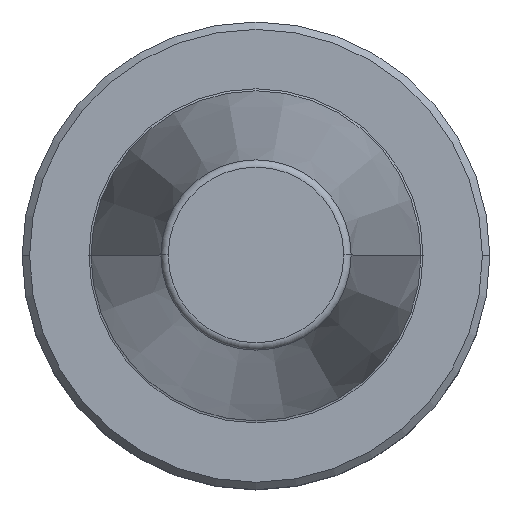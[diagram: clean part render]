
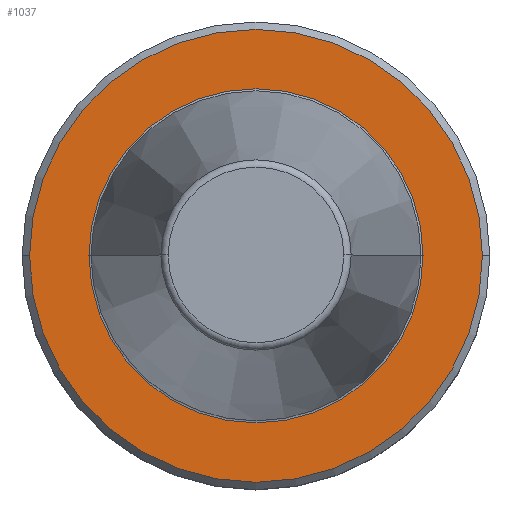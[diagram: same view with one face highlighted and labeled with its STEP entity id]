
A CAD part, top view. The second image highlights one B-rep face of the part: STEP entity #1037.
In plain terms, the highlighted planar face has unit normal (0, 0, 1).
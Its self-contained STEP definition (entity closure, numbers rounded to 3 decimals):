
#17 = DIRECTION ( 'NONE',  ( 1., 0., 0. ) ) ;
#24 = ORIENTED_EDGE ( 'NONE', *, *, #462, .F. ) ;
#34 = ORIENTED_EDGE ( 'NONE', *, *, #894, .T. ) ;
#43 = ORIENTED_EDGE ( 'NONE', *, *, #971, .T. ) ;
#84 = CIRCLE ( 'NONE', #322, 22.5 ) ;
#86 = FACE_OUTER_BOUND ( 'NONE', #457, .T. ) ;
#97 = EDGE_CURVE ( 'NONE', #545, #157, #698, .T. ) ;
#157 = VERTEX_POINT ( 'NONE', #690 ) ;
#174 = AXIS2_PLACEMENT_3D ( 'NONE', #948, #565, #878 ) ;
#322 = AXIS2_PLACEMENT_3D ( 'NONE', #682, #669, #17 ) ;
#358 = EDGE_LOOP ( 'NONE', ( #24, #622 ) ) ;
#372 = CARTESIAN_POINT ( 'NONE',  ( -30.5, 0., -1.311 ) ) ;
#393 = CARTESIAN_POINT ( 'NONE',  ( 0., 0., -1.311 ) ) ;
#457 = EDGE_LOOP ( 'NONE', ( #43, #34 ) ) ;
#462 = EDGE_CURVE ( 'NONE', #157, #545, #84, .T. ) ;
#474 = DIRECTION ( 'NONE',  ( 1., 0., 0. ) ) ;
#497 = CARTESIAN_POINT ( 'NONE',  ( 0., 0., -1.311 ) ) ;
#504 = DIRECTION ( 'NONE',  ( 1., 0., 0. ) ) ;
#505 = CIRCLE ( 'NONE', #581, 30.5 ) ;
#545 = VERTEX_POINT ( 'NONE', #584 ) ;
#565 = DIRECTION ( 'NONE',  ( 0., 0., -1. ) ) ;
#581 = AXIS2_PLACEMENT_3D ( 'NONE', #497, #730, #935 ) ;
#584 = CARTESIAN_POINT ( 'NONE',  ( -22.5, 0., -1.311 ) ) ;
#607 = CARTESIAN_POINT ( 'NONE',  ( 0., 0., -1.311 ) ) ;
#609 = VERTEX_POINT ( 'NONE', #833 ) ;
#622 = ORIENTED_EDGE ( 'NONE', *, *, #97, .F. ) ;
#631 = AXIS2_PLACEMENT_3D ( 'NONE', #393, #941, #474 ) ;
#669 = DIRECTION ( 'NONE',  ( 0., 0., 1. ) ) ;
#682 = CARTESIAN_POINT ( 'NONE',  ( 0., 0., -1.311 ) ) ;
#690 = CARTESIAN_POINT ( 'NONE',  ( 22.5, 0., -1.311 ) ) ;
#698 = CIRCLE ( 'NONE', #716, 22.5 ) ;
#711 = FACE_BOUND ( 'NONE', #358, .T. ) ;
#716 = AXIS2_PLACEMENT_3D ( 'NONE', #607, #798, #504 ) ;
#730 = DIRECTION ( 'NONE',  ( 0., 0., 1. ) ) ;
#765 = VERTEX_POINT ( 'NONE', #372 ) ;
#785 = PLANE ( 'NONE',  #174 ) ;
#798 = DIRECTION ( 'NONE',  ( 0., 0., 1. ) ) ;
#811 = CIRCLE ( 'NONE', #631, 30.5 ) ;
#833 = CARTESIAN_POINT ( 'NONE',  ( 30.5, 0., -1.311 ) ) ;
#878 = DIRECTION ( 'NONE',  ( -1., 0., 0. ) ) ;
#894 = EDGE_CURVE ( 'NONE', #609, #765, #505, .T. ) ;
#935 = DIRECTION ( 'NONE',  ( 1., 0., 0. ) ) ;
#941 = DIRECTION ( 'NONE',  ( 0., 0., 1. ) ) ;
#948 = CARTESIAN_POINT ( 'NONE',  ( 0., 30.5, -1.311 ) ) ;
#971 = EDGE_CURVE ( 'NONE', #765, #609, #811, .T. ) ;
#1037 = ADVANCED_FACE ( 'NONE', ( #711, #86 ), #785, .F. ) ;
